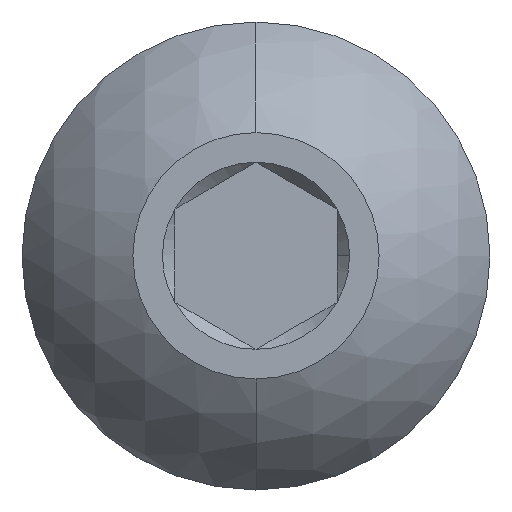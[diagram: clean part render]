
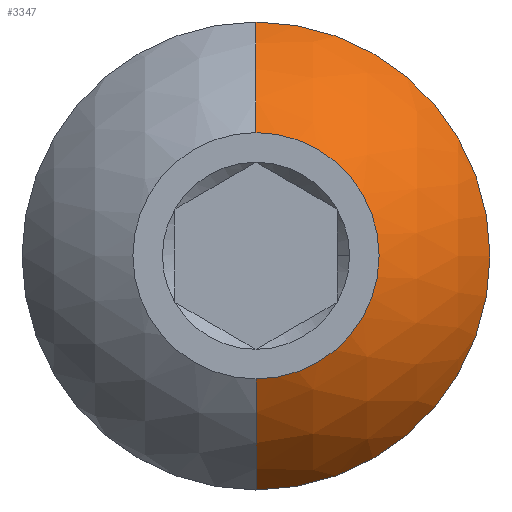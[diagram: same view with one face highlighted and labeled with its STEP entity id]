
A CAD part, top view. The second image highlights one B-rep face of the part: STEP entity #3347.
In plain terms, the highlighted spherical face has radius 5.172 mm.
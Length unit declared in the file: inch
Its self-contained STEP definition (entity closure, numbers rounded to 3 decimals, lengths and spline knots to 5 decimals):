
#21 = DIRECTION ( 'NONE',  ( 1., 0., 0. ) ) ;
#58 = SPHERICAL_SURFACE ( 'NONE', #1469, 0.20363 ) ;
#155 = ORIENTED_EDGE ( 'NONE', *, *, #823, .T. ) ;
#169 = DIRECTION ( 'NONE',  ( 0., 0., 1. ) ) ;
#241 = DIRECTION ( 'NONE',  ( 0., 0., 1. ) ) ;
#301 = DIRECTION ( 'NONE',  ( 0., 1., 0. ) ) ;
#319 = CARTESIAN_POINT ( 'NONE',  ( 0., 0., -0.18011 ) ) ;
#385 = DIRECTION ( 'NONE',  ( 1., 0., 0. ) ) ;
#463 = CARTESIAN_POINT ( 'NONE',  ( 0., 0., -0.08585 ) ) ;
#470 = CIRCLE ( 'NONE', #2621, 0.20363 ) ;
#550 = CARTESIAN_POINT ( 'NONE',  ( 0., 0., 0. ) ) ;
#554 = DIRECTION ( 'NONE',  ( 1., 0., 0. ) ) ;
#586 = VERTEX_POINT ( 'NONE', #3330 ) ;
#628 = VERTEX_POINT ( 'NONE', #2239 ) ;
#668 = VERTEX_POINT ( 'NONE', #876 ) ;
#823 = EDGE_CURVE ( 'NONE', #668, #628, #3354, .T. ) ;
#840 = CIRCLE ( 'NONE', #1038, 0.1805 ) ;
#876 = CARTESIAN_POINT ( 'NONE',  ( 0., -0.1805, -0.08585 ) ) ;
#986 = ORIENTED_EDGE ( 'NONE', *, *, #1883, .F. ) ;
#997 = EDGE_CURVE ( 'NONE', #628, #3700, #840, .T. ) ;
#1038 = AXIS2_PLACEMENT_3D ( 'NONE', #463, #169, #1357 ) ;
#1113 = CARTESIAN_POINT ( 'NONE',  ( 0., 0., -0.18011 ) ) ;
#1148 = DIRECTION ( 'NONE',  ( -1., 0., 0. ) ) ;
#1250 = EDGE_CURVE ( 'NONE', #668, #3602, #3702, .T. ) ;
#1345 = CIRCLE ( 'NONE', #2374, 0.095 ) ;
#1357 = DIRECTION ( 'NONE',  ( 1., 0., 0. ) ) ;
#1462 = AXIS2_PLACEMENT_3D ( 'NONE', #1827, #2734, #21 ) ;
#1469 = AXIS2_PLACEMENT_3D ( 'NONE', #319, #385, #3044 ) ;
#1675 = EDGE_LOOP ( 'NONE', ( #155, #3200, #2149, #986, #2872 ) ) ;
#1725 = DIRECTION ( 'NONE',  ( 0., -1., 0. ) ) ;
#1827 = CARTESIAN_POINT ( 'NONE',  ( 0., 0., -0.08585 ) ) ;
#1861 = FACE_OUTER_BOUND ( 'NONE', #1675, .T. ) ;
#1883 = EDGE_CURVE ( 'NONE', #3602, #586, #1345, .T. ) ;
#2136 = AXIS2_PLACEMENT_3D ( 'NONE', #3422, #1148, #1725 ) ;
#2149 = ORIENTED_EDGE ( 'NONE', *, *, #2977, .T. ) ;
#2239 = CARTESIAN_POINT ( 'NONE',  ( 0.1805, 0., -0.08585 ) ) ;
#2301 = DIRECTION ( 'NONE',  ( 1., 0., 0. ) ) ;
#2374 = AXIS2_PLACEMENT_3D ( 'NONE', #550, #241, #2301 ) ;
#2570 = CARTESIAN_POINT ( 'NONE',  ( 0., -0.095, 0. ) ) ;
#2621 = AXIS2_PLACEMENT_3D ( 'NONE', #1113, #554, #301 ) ;
#2734 = DIRECTION ( 'NONE',  ( 0., 0., 1. ) ) ;
#2836 = CARTESIAN_POINT ( 'NONE',  ( 0., 0.1805, -0.08585 ) ) ;
#2872 = ORIENTED_EDGE ( 'NONE', *, *, #1250, .F. ) ;
#2977 = EDGE_CURVE ( 'NONE', #3700, #586, #470, .T. ) ;
#3044 = DIRECTION ( 'NONE',  ( 0., -1., 0. ) ) ;
#3200 = ORIENTED_EDGE ( 'NONE', *, *, #997, .T. ) ;
#3330 = CARTESIAN_POINT ( 'NONE',  ( 0., 0.095, 0. ) ) ;
#3347 = ADVANCED_FACE ( 'NONE', ( #1861 ), #58, .T. ) ;
#3354 = CIRCLE ( 'NONE', #1462, 0.1805 ) ;
#3422 = CARTESIAN_POINT ( 'NONE',  ( 0., 0., -0.18011 ) ) ;
#3602 = VERTEX_POINT ( 'NONE', #2570 ) ;
#3700 = VERTEX_POINT ( 'NONE', #2836 ) ;
#3702 = CIRCLE ( 'NONE', #2136, 0.20363 ) ;
